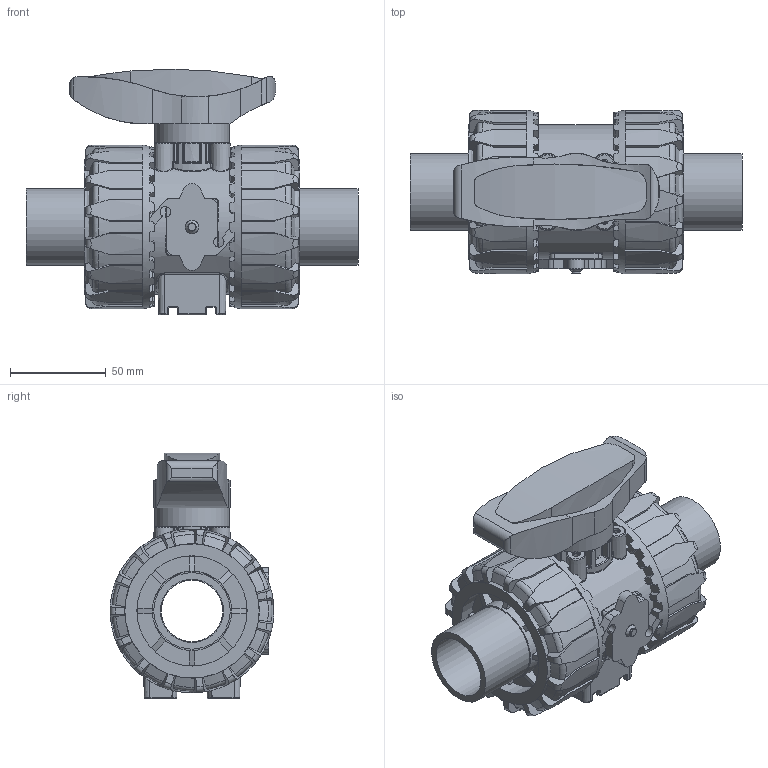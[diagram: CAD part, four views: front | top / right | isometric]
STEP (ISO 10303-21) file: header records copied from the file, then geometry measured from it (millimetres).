
FILE_DESCRIPTION(/* description */ (''),/* implementation_level */ '2;1');
FILE_NAME(/* name */ 'VKDDV040E.iam.stp',/* time_stamp */ '2013-10-01T10:34:24+02:00',/* author */ ('bfaro'),/* organization */ (''),/* preprocessor_version */ 'ST-DEVELOPER v15.2',/* originating_system */ 'Autodesk Inventor 2014',/* authorisation */ '');
FILE_SCHEMA (('AUTOMOTIVE_DESIGN { 1 0 10303 214 3 1 1 }'));
Products named in the file (6): cassa VKD_40; Arpione 40-50; NTVKD040V; ENDDV040; 1MNC040; VKDDV040E
Bounding box: 173.7 x 85.7 x 128.52 mm (x, y, z)
Volume: 592099.3 mm3; surface area: 139480.7 mm2
Topology: 7 solids, 7 shells, 1416 faces, 3697 edges, 2256 vertices
Faces by surface type: plane 591, cylinder 409, bspline 170, torus 102, sphere 80, cone 64
Full cylindrical faces by diameter (mm): 3.1 x4, 4.2 x4, 4.3 x1, 5 x1, 6.654 x1, 7 x1, 8 x2, 19 x1, 32.1 x1, 33 x2, 36.9 x1, 38.974 x1, 40 x2, 41.5 x2, 44.4 x1, 57.7 x2, 63.5 x2, 66.7 x2, 70.3 x2, 70.4 x1
Entity records: 50447 total; most frequent: CARTESIAN_POINT 25539, DIRECTION 5269, ORIENTED_EDGE 5208, EDGE_CURVE 2604, AXIS2_PLACEMENT_3D 2169, VERTEX_POINT 1599, EDGE_LOOP 1151, ADVANCED_FACE 1079
